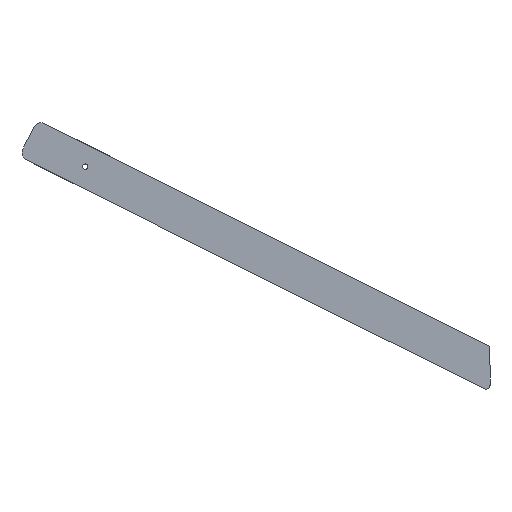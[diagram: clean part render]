
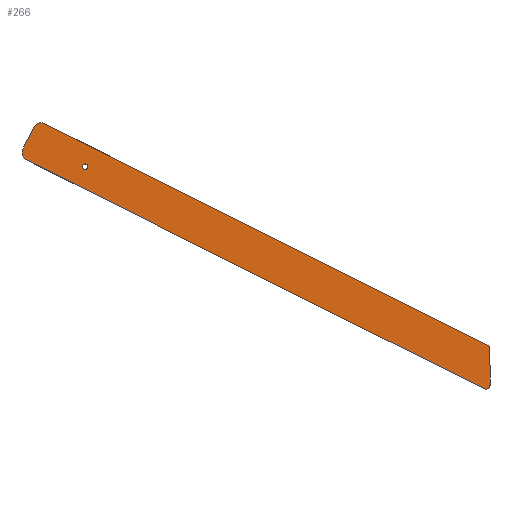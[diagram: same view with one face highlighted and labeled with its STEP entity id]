
A CAD part, left-side view. The second image highlights one B-rep face of the part: STEP entity #266.
In plain terms, the highlighted planar face has unit normal (-1, 0, 0).
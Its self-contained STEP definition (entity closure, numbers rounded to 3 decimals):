
#3 = CARTESIAN_POINT ( 'NONE',  ( 0., 554.545, 44.043 ) ) ;
#10 = VERTEX_POINT ( 'NONE', #200 ) ;
#13 = EDGE_LOOP ( 'NONE', ( #289, #101, #190, #322, #56, #317, #330, #17 ) ) ;
#17 = ORIENTED_EDGE ( 'NONE', *, *, #62, .T. ) ;
#27 = CIRCLE ( 'NONE', #209, 10. ) ;
#28 = LINE ( 'NONE', #35, #506 ) ;
#35 = CARTESIAN_POINT ( 'NONE',  ( 0., 0., -222.049 ) ) ;
#38 = EDGE_CURVE ( 'NONE', #203, #514, #287, .T. ) ;
#40 = AXIS2_PLACEMENT_3D ( 'NONE', #80, #319, #409 ) ;
#41 = PLANE ( 'NONE',  #175 ) ;
#48 = DIRECTION ( 'NONE',  ( 0., -0.447, 0.894 ) ) ;
#56 = ORIENTED_EDGE ( 'NONE', *, *, #508, .T. ) ;
#62 = EDGE_CURVE ( 'NONE', #10, #263, #27, .T. ) ;
#71 = DIRECTION ( 'NONE',  ( -1., 0., 0. ) ) ;
#75 = CARTESIAN_POINT ( 'NONE',  ( 0., 0., -222.049 ) ) ;
#76 = AXIS2_PLACEMENT_3D ( 'NONE', #377, #123, #458 ) ;
#80 = CARTESIAN_POINT ( 'NONE',  ( 0., 5., -269.861 ) ) ;
#90 = CARTESIAN_POINT ( 'NONE',  ( 0., 563.489, 48.515 ) ) ;
#101 = ORIENTED_EDGE ( 'NONE', *, *, #102, .T. ) ;
#102 = EDGE_CURVE ( 'NONE', #535, #514, #412, .T. ) ;
#116 = DIRECTION ( 'NONE',  ( 0., 0., -1. ) ) ;
#121 = CARTESIAN_POINT ( 'NONE',  ( 0., 0., -277.951 ) ) ;
#123 = DIRECTION ( 'NONE',  ( 1., 0., 0. ) ) ;
#124 = CIRCLE ( 'NONE', #301, 10. ) ;
#129 = FACE_BOUND ( 'NONE', #482, .T. ) ;
#131 = CARTESIAN_POINT ( 'NONE',  ( 0., 500., 0. ) ) ;
#136 = DIRECTION ( 'NONE',  ( 0., 0., -1. ) ) ;
#137 = EDGE_CURVE ( 'NONE', #535, #263, #293, .T. ) ;
#139 = CARTESIAN_POINT ( 'NONE',  ( 0., 500., -3.25 ) ) ;
#142 = EDGE_CURVE ( 'NONE', #375, #149, #242, .T. ) ;
#143 = AXIS2_PLACEMENT_3D ( 'NONE', #131, #232, #146 ) ;
#146 = DIRECTION ( 'NONE',  ( 0., 0., -1. ) ) ;
#149 = VERTEX_POINT ( 'NONE', #217 ) ;
#153 = VERTEX_POINT ( 'NONE', #90 ) ;
#165 = ORIENTED_EDGE ( 'NONE', *, *, #333, .T. ) ;
#175 = AXIS2_PLACEMENT_3D ( 'NONE', #303, #213, #541 ) ;
#190 = ORIENTED_EDGE ( 'NONE', *, *, #38, .F. ) ;
#200 = CARTESIAN_POINT ( 'NONE',  ( 0., 576.906, 21.682 ) ) ;
#203 = VERTEX_POINT ( 'NONE', #258 ) ;
#208 = CARTESIAN_POINT ( 'NONE',  ( 0., 567.961, 17.21 ) ) ;
#209 = AXIS2_PLACEMENT_3D ( 'NONE', #208, #71, #247 ) ;
#213 = DIRECTION ( 'NONE',  ( 1., 0., 0. ) ) ;
#214 = DIRECTION ( 'NONE',  ( 0., 0.894, 0.447 ) ) ;
#217 = CARTESIAN_POINT ( 'NONE',  ( 0., 500., 3.25 ) ) ;
#232 = DIRECTION ( 'NONE',  ( 1., 0., 0. ) ) ;
#235 = VERTEX_POINT ( 'NONE', #337 ) ;
#238 = DIRECTION ( 'NONE',  ( 0., -0.894, -0.447 ) ) ;
#242 = CIRCLE ( 'NONE', #76, 3.25 ) ;
#247 = DIRECTION ( 'NONE',  ( 0., 0., -1. ) ) ;
#248 = EDGE_CURVE ( 'NONE', #10, #153, #381, .T. ) ;
#258 = CARTESIAN_POINT ( 'NONE',  ( 0., 0., -222.049 ) ) ;
#261 = CARTESIAN_POINT ( 'NONE',  ( 0., 7.236, -274.333 ) ) ;
#263 = VERTEX_POINT ( 'NONE', #504 ) ;
#266 = ADVANCED_FACE ( 'NONE', ( #129, #416 ), #41, .F. ) ;
#271 = CARTESIAN_POINT ( 'NONE',  ( 0., 0., -269.861 ) ) ;
#287 = LINE ( 'NONE', #75, #526 ) ;
#289 = ORIENTED_EDGE ( 'NONE', *, *, #137, .F. ) ;
#293 = LINE ( 'NONE', #121, #468 ) ;
#294 = AXIS2_PLACEMENT_3D ( 'NONE', #3, #339, #136 ) ;
#297 = CARTESIAN_POINT ( 'NONE',  ( 0., 581.378, 12.738 ) ) ;
#301 = AXIS2_PLACEMENT_3D ( 'NONE', #396, #507, #513 ) ;
#303 = CARTESIAN_POINT ( 'NONE',  ( 0., 0., 0. ) ) ;
#304 = EDGE_CURVE ( 'NONE', #384, #153, #124, .T. ) ;
#309 = ORIENTED_EDGE ( 'NONE', *, *, #142, .T. ) ;
#317 = ORIENTED_EDGE ( 'NONE', *, *, #304, .T. ) ;
#319 = DIRECTION ( 'NONE',  ( -1., 0., 0. ) ) ;
#322 = ORIENTED_EDGE ( 'NONE', *, *, #433, .F. ) ;
#330 = ORIENTED_EDGE ( 'NONE', *, *, #248, .F. ) ;
#333 = EDGE_CURVE ( 'NONE', #149, #375, #538, .T. ) ;
#337 = CARTESIAN_POINT ( 'NONE',  ( 0., 550.073, 52.987 ) ) ;
#339 = DIRECTION ( 'NONE',  ( -1., 0., 0. ) ) ;
#375 = VERTEX_POINT ( 'NONE', #139 ) ;
#377 = CARTESIAN_POINT ( 'NONE',  ( 0., 500., 0. ) ) ;
#381 = LINE ( 'NONE', #297, #459 ) ;
#384 = VERTEX_POINT ( 'NONE', #460 ) ;
#396 = CARTESIAN_POINT ( 'NONE',  ( 0., 554.545, 44.043 ) ) ;
#409 = DIRECTION ( 'NONE',  ( 0., 0., -1. ) ) ;
#412 = CIRCLE ( 'NONE', #40, 5. ) ;
#416 = FACE_OUTER_BOUND ( 'NONE', #13, .T. ) ;
#433 = EDGE_CURVE ( 'NONE', #235, #203, #28, .T. ) ;
#458 = DIRECTION ( 'NONE',  ( 0., 0., -1. ) ) ;
#459 = VECTOR ( 'NONE', #48, 1000. ) ;
#460 = CARTESIAN_POINT ( 'NONE',  ( 0., 554.545, 54.043 ) ) ;
#468 = VECTOR ( 'NONE', #214, 1000. ) ;
#482 = EDGE_LOOP ( 'NONE', ( #309, #165 ) ) ;
#504 = CARTESIAN_POINT ( 'NONE',  ( 0., 572.433, 8.266 ) ) ;
#506 = VECTOR ( 'NONE', #238, 1000. ) ;
#507 = DIRECTION ( 'NONE',  ( -1., 0., 0. ) ) ;
#508 = EDGE_CURVE ( 'NONE', #235, #384, #527, .T. ) ;
#513 = DIRECTION ( 'NONE',  ( 0., 0., -1. ) ) ;
#514 = VERTEX_POINT ( 'NONE', #271 ) ;
#526 = VECTOR ( 'NONE', #116, 1000. ) ;
#527 = CIRCLE ( 'NONE', #294, 10. ) ;
#535 = VERTEX_POINT ( 'NONE', #261 ) ;
#538 = CIRCLE ( 'NONE', #143, 3.25 ) ;
#541 = DIRECTION ( 'NONE',  ( 0., 0., -1. ) ) ;
